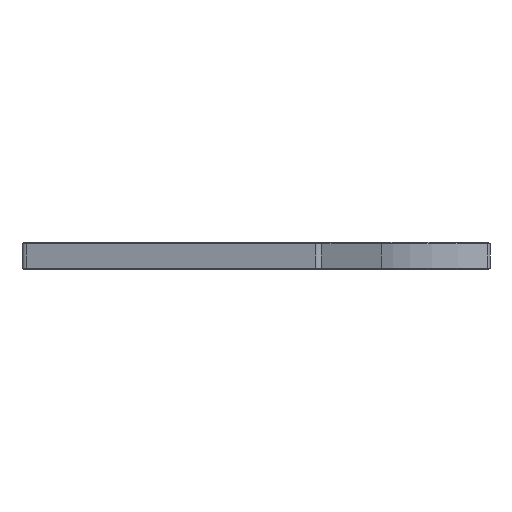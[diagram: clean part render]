
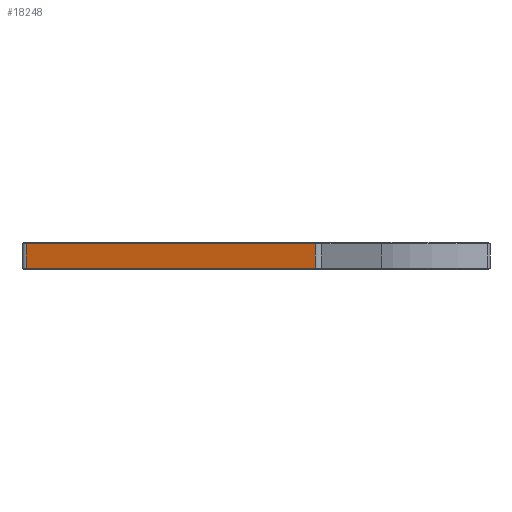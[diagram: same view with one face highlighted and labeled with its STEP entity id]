
A CAD part, left-side view. The second image highlights one B-rep face of the part: STEP entity #18248.
In plain terms, the highlighted planar face has unit normal (-0.966, 0.259, 0).
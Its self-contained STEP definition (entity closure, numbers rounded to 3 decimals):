
#183=PLANE('',#19677);
#1162=FACE_OUTER_BOUND('',#2284,.T.);
#2284=EDGE_LOOP('',(#13934,#13935,#13936,#13937));
#4831=LINE('',#36243,#6291);
#4908=LINE('',#38755,#6368);
#4916=LINE('',#38772,#6376);
#4917=LINE('',#38773,#6377);
#6291=VECTOR('',#22555,10.);
#6368=VECTOR('',#22818,10.);
#6376=VECTOR('',#22844,2.);
#6377=VECTOR('',#22845,10.);
#8158=VERTEX_POINT('',#36233);
#8160=VERTEX_POINT('',#36239);
#8290=VERTEX_POINT('',#38750);
#8291=VERTEX_POINT('',#38754);
#10294=EDGE_CURVE('',#8158,#8160,#4831,.T.);
#10472=EDGE_CURVE('',#8290,#8291,#4908,.T.);
#10481=EDGE_CURVE('',#8158,#8291,#4916,.T.);
#10482=EDGE_CURVE('',#8160,#8290,#4917,.T.);
#13934=ORIENTED_EDGE('',*,*,#10294,.F.);
#13935=ORIENTED_EDGE('',*,*,#10481,.T.);
#13936=ORIENTED_EDGE('',*,*,#10472,.F.);
#13937=ORIENTED_EDGE('',*,*,#10482,.F.);
#18248=ADVANCED_FACE('',(#1162),#183,.F.);
#19677=AXIS2_PLACEMENT_3D('',#38771,#22842,#22843);
#22555=DIRECTION('',(0.259,0.966,0.));
#22818=DIRECTION('',(-0.259,-0.966,0.));
#22842=DIRECTION('center_axis',(0.966,-0.259,0.));
#22843=DIRECTION('ref_axis',(0.259,0.966,0.));
#22844=DIRECTION('',(0.,0.,1.));
#22845=DIRECTION('',(0.,0.,1.));
#36233=CARTESIAN_POINT('',(-174.17,-17.602,-0.3));
#36239=CARTESIAN_POINT('',(-146.021,87.461,-0.3));
#36243=CARTESIAN_POINT('',(-165.906,13.242,-0.3));
#38750=CARTESIAN_POINT('',(-146.021,87.461,8.7));
#38754=CARTESIAN_POINT('',(-174.17,-17.602,8.7));
#38755=CARTESIAN_POINT('',(-165.906,13.242,8.7));
#38771=CARTESIAN_POINT('Origin',(-174.687,-19.535,-13.8));
#38772=CARTESIAN_POINT('',(-174.17,-17.602,-13.8));
#38773=CARTESIAN_POINT('',(-146.021,87.461,-13.8));
